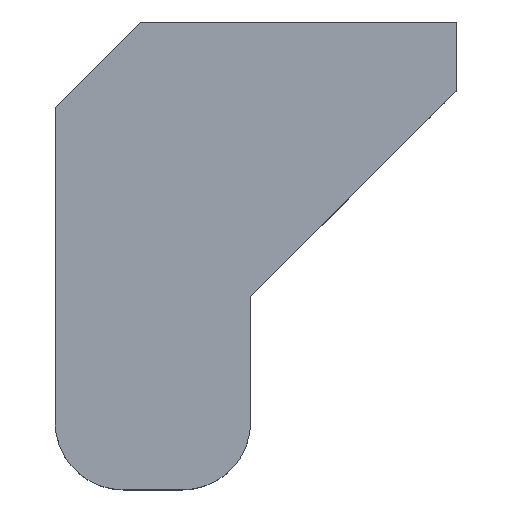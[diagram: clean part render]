
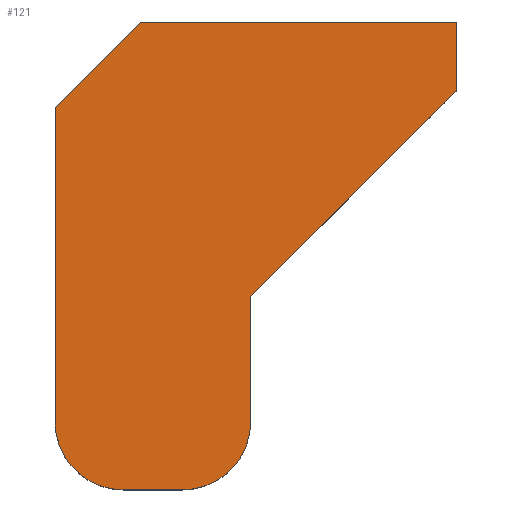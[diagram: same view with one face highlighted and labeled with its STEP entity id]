
A CAD part, top view. The second image highlights one B-rep face of the part: STEP entity #121.
In plain terms, the highlighted planar face has unit normal (0, 0, 1).
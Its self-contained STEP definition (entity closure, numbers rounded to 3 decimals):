
#11 = VERTEX_POINT ( 'NONE', #538 ) ;
#58 = VERTEX_POINT ( 'NONE', #921 ) ;
#102 = CARTESIAN_POINT ( 'NONE',  ( 8., 0., 19. ) ) ;
#105 = CARTESIAN_POINT ( 'NONE',  ( 15., 0., 19. ) ) ;
#121 = ADVANCED_FACE ( 'NONE', ( #1177 ), #700, .T. ) ;
#154 = EDGE_CURVE ( 'NONE', #663, #1193, #690, .T. ) ;
#159 = CARTESIAN_POINT ( 'NONE',  ( 23., 8., 19. ) ) ;
#217 = LINE ( 'NONE', #105, #702 ) ;
#227 = DIRECTION ( 'NONE',  ( 0.707, 0.707, 0. ) ) ;
#235 = CARTESIAN_POINT ( 'NONE',  ( 0., 45., 19. ) ) ;
#259 = ORIENTED_EDGE ( 'NONE', *, *, #1284, .T. ) ;
#348 = DIRECTION ( 'NONE',  ( 0., 0., 1. ) ) ;
#354 = VECTOR ( 'NONE', #431, 1000. ) ;
#355 = DIRECTION ( 'NONE',  ( -1., 0., 0. ) ) ;
#366 = ORIENTED_EDGE ( 'NONE', *, *, #1287, .T. ) ;
#425 = LINE ( 'NONE', #1198, #1162 ) ;
#431 = DIRECTION ( 'NONE',  ( -0.707, -0.707, 0. ) ) ;
#435 = AXIS2_PLACEMENT_3D ( 'NONE', #1562, #1195, #1229 ) ;
#440 = EDGE_CURVE ( 'NONE', #1193, #792, #425, .T. ) ;
#443 = CARTESIAN_POINT ( 'NONE',  ( 10., 55., 19. ) ) ;
#444 = VECTOR ( 'NONE', #609, 1000. ) ;
#457 = LINE ( 'NONE', #1339, #1011 ) ;
#459 = EDGE_CURVE ( 'NONE', #11, #490, #650, .T. ) ;
#466 = DIRECTION ( 'NONE',  ( 0., 0., 1. ) ) ;
#490 = VERTEX_POINT ( 'NONE', #102 ) ;
#538 = CARTESIAN_POINT ( 'NONE',  ( 0., 8., 19. ) ) ;
#555 = VERTEX_POINT ( 'NONE', #845 ) ;
#557 = EDGE_CURVE ( 'NONE', #806, #1336, #1552, .T. ) ;
#579 = CARTESIAN_POINT ( 'NONE',  ( 47.25, 47., 19. ) ) ;
#584 = ORIENTED_EDGE ( 'NONE', *, *, #812, .T. ) ;
#600 = DIRECTION ( 'NONE',  ( 1., 0., 0. ) ) ;
#609 = DIRECTION ( 'NONE',  ( 0., -1., 0. ) ) ;
#617 = CARTESIAN_POINT ( 'NONE',  ( 23., 8., 19. ) ) ;
#650 = CIRCLE ( 'NONE', #1321, 8. ) ;
#663 = VERTEX_POINT ( 'NONE', #1271 ) ;
#690 = LINE ( 'NONE', #579, #1009 ) ;
#700 = PLANE ( 'NONE',  #435 ) ;
#702 = VECTOR ( 'NONE', #600, 1000. ) ;
#705 = ORIENTED_EDGE ( 'NONE', *, *, #773, .T. ) ;
#710 = EDGE_CURVE ( 'NONE', #1336, #555, #896, .T. ) ;
#735 = CARTESIAN_POINT ( 'NONE',  ( 8., 8., 19. ) ) ;
#773 = EDGE_CURVE ( 'NONE', #555, #663, #457, .T. ) ;
#792 = VERTEX_POINT ( 'NONE', #443 ) ;
#806 = VERTEX_POINT ( 'NONE', #1077 ) ;
#812 = EDGE_CURVE ( 'NONE', #792, #58, #1440, .T. ) ;
#826 = CARTESIAN_POINT ( 'NONE',  ( 47.25, 55., 19. ) ) ;
#833 = ORIENTED_EDGE ( 'NONE', *, *, #459, .T. ) ;
#845 = CARTESIAN_POINT ( 'NONE',  ( 23., 22.75, 19. ) ) ;
#896 = LINE ( 'NONE', #159, #1530 ) ;
#921 = CARTESIAN_POINT ( 'NONE',  ( 0., 45., 19. ) ) ;
#931 = ORIENTED_EDGE ( 'NONE', *, *, #154, .T. ) ;
#976 = DIRECTION ( 'NONE',  ( 0., 1., 0. ) ) ;
#1009 = VECTOR ( 'NONE', #976, 1000. ) ;
#1011 = VECTOR ( 'NONE', #227, 1000. ) ;
#1049 = CARTESIAN_POINT ( 'NONE',  ( 10., 55., 19. ) ) ;
#1077 = CARTESIAN_POINT ( 'NONE',  ( 15., 0., 19. ) ) ;
#1095 = CARTESIAN_POINT ( 'NONE',  ( 15., 8., 19. ) ) ;
#1109 = EDGE_LOOP ( 'NONE', ( #1491, #1593, #705, #931, #1407, #584, #259, #833, #366 ) ) ;
#1162 = VECTOR ( 'NONE', #355, 1000. ) ;
#1177 = FACE_OUTER_BOUND ( 'NONE', #1109, .T. ) ;
#1187 = AXIS2_PLACEMENT_3D ( 'NONE', #1095, #348, #1463 ) ;
#1193 = VERTEX_POINT ( 'NONE', #826 ) ;
#1195 = DIRECTION ( 'NONE',  ( 0., 0., 1. ) ) ;
#1198 = CARTESIAN_POINT ( 'NONE',  ( 47.25, 55., 19. ) ) ;
#1228 = DIRECTION ( 'NONE',  ( 1., 0., 0. ) ) ;
#1229 = DIRECTION ( 'NONE',  ( 1., 0., 0. ) ) ;
#1271 = CARTESIAN_POINT ( 'NONE',  ( 47.25, 47., 19. ) ) ;
#1284 = EDGE_CURVE ( 'NONE', #58, #11, #1345, .T. ) ;
#1287 = EDGE_CURVE ( 'NONE', #490, #806, #217, .T. ) ;
#1321 = AXIS2_PLACEMENT_3D ( 'NONE', #735, #466, #1228 ) ;
#1336 = VERTEX_POINT ( 'NONE', #617 ) ;
#1339 = CARTESIAN_POINT ( 'NONE',  ( 23., 22.75, 19. ) ) ;
#1345 = LINE ( 'NONE', #235, #444 ) ;
#1407 = ORIENTED_EDGE ( 'NONE', *, *, #440, .T. ) ;
#1440 = LINE ( 'NONE', #1049, #354 ) ;
#1463 = DIRECTION ( 'NONE',  ( 1., 0., 0. ) ) ;
#1491 = ORIENTED_EDGE ( 'NONE', *, *, #557, .T. ) ;
#1530 = VECTOR ( 'NONE', #1537, 1000. ) ;
#1537 = DIRECTION ( 'NONE',  ( 0., 1., 0. ) ) ;
#1552 = CIRCLE ( 'NONE', #1187, 8. ) ;
#1562 = CARTESIAN_POINT ( 'NONE',  ( 15., 8., 19. ) ) ;
#1593 = ORIENTED_EDGE ( 'NONE', *, *, #710, .T. ) ;
